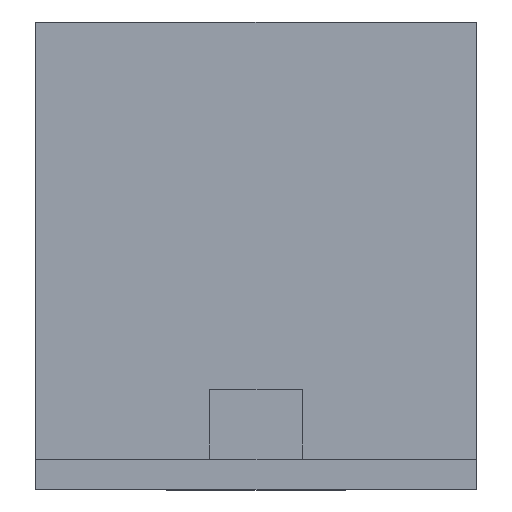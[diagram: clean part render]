
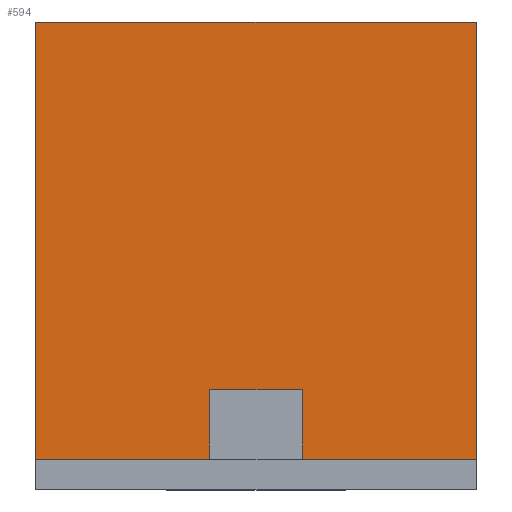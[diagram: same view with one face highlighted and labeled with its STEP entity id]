
A CAD part, left-side view. The second image highlights one B-rep face of the part: STEP entity #594.
In plain terms, the highlighted planar face has unit normal (-1, 0, 0).
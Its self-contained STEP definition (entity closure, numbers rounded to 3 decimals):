
#81=FACE_OUTER_BOUND('',#122,.T.);
#122=EDGE_LOOP('',(#519,#520,#521,#522,#523,#524,#525,#526));
#143=LINE('',#850,#206);
#147=LINE('',#858,#210);
#160=LINE('',#899,#223);
#164=LINE('',#906,#227);
#167=LINE('',#912,#230);
#177=LINE('',#934,#240);
#190=LINE('',#967,#253);
#191=LINE('',#968,#254);
#206=VECTOR('',#686,10.);
#210=VECTOR('',#692,10.);
#223=VECTOR('',#725,10.);
#227=VECTOR('',#731,10.);
#230=VECTOR('',#736,10.);
#240=VECTOR('',#758,10.);
#253=VECTOR('',#799,10.);
#254=VECTOR('',#800,10.);
#273=VERTEX_POINT('',#847);
#274=VERTEX_POINT('',#849);
#277=VERTEX_POINT('',#857);
#294=VERTEX_POINT('',#897);
#295=VERTEX_POINT('',#898);
#297=VERTEX_POINT('',#905);
#299=VERTEX_POINT('',#911);
#305=VERTEX_POINT('',#932);
#328=EDGE_CURVE('',#273,#274,#143,.T.);
#332=EDGE_CURVE('',#277,#273,#147,.T.);
#352=EDGE_CURVE('',#294,#295,#160,.T.);
#356=EDGE_CURVE('',#295,#297,#164,.T.);
#359=EDGE_CURVE('',#297,#299,#167,.T.);
#371=EDGE_CURVE('',#305,#277,#177,.T.);
#388=EDGE_CURVE('',#274,#299,#190,.T.);
#389=EDGE_CURVE('',#294,#305,#191,.T.);
#519=ORIENTED_EDGE('',*,*,#359,.T.);
#520=ORIENTED_EDGE('',*,*,#388,.F.);
#521=ORIENTED_EDGE('',*,*,#328,.F.);
#522=ORIENTED_EDGE('',*,*,#332,.F.);
#523=ORIENTED_EDGE('',*,*,#371,.F.);
#524=ORIENTED_EDGE('',*,*,#389,.F.);
#525=ORIENTED_EDGE('',*,*,#352,.T.);
#526=ORIENTED_EDGE('',*,*,#356,.T.);
#567=PLANE('',#653);
#594=ADVANCED_FACE('',(#81),#567,.F.);
#653=AXIS2_PLACEMENT_3D('',#966,#797,#798);
#686=DIRECTION('',(0.,0.,-1.));
#692=DIRECTION('',(0.,-1.,0.));
#725=DIRECTION('',(0.,0.,1.));
#731=DIRECTION('',(0.,-1.,0.));
#736=DIRECTION('',(0.,0.,-1.));
#758=DIRECTION('',(0.,0.,1.));
#797=DIRECTION('center_axis',(1.,0.,0.));
#798=DIRECTION('ref_axis',(0.,0.,-1.));
#799=DIRECTION('',(0.,1.,0.));
#800=DIRECTION('',(0.,1.,0.));
#847=CARTESIAN_POINT('',(21.,0.,60.6));
#849=CARTESIAN_POINT('',(21.,0.,4.));
#850=CARTESIAN_POINT('',(21.,0.,41.25));
#857=CARTESIAN_POINT('',(21.,57.,60.6));
#858=CARTESIAN_POINT('',(21.,14.25,60.6));
#897=CARTESIAN_POINT('',(21.,34.5,4.));
#898=CARTESIAN_POINT('',(21.,34.5,13.));
#899=CARTESIAN_POINT('',(21.,34.5,29.5));
#905=CARTESIAN_POINT('',(21.,22.5,13.));
#906=CARTESIAN_POINT('',(21.,17.25,13.));
#911=CARTESIAN_POINT('',(21.,22.5,4.));
#912=CARTESIAN_POINT('',(21.,22.5,34.));
#932=CARTESIAN_POINT('',(21.,57.,4.));
#934=CARTESIAN_POINT('',(21.,57.,41.25));
#966=CARTESIAN_POINT('Origin',(21.,0.,55.));
#967=CARTESIAN_POINT('',(21.,0.,4.));
#968=CARTESIAN_POINT('',(21.,0.,4.));
